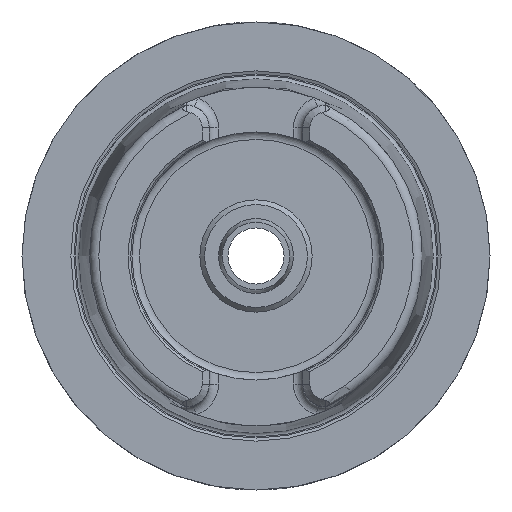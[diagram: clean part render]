
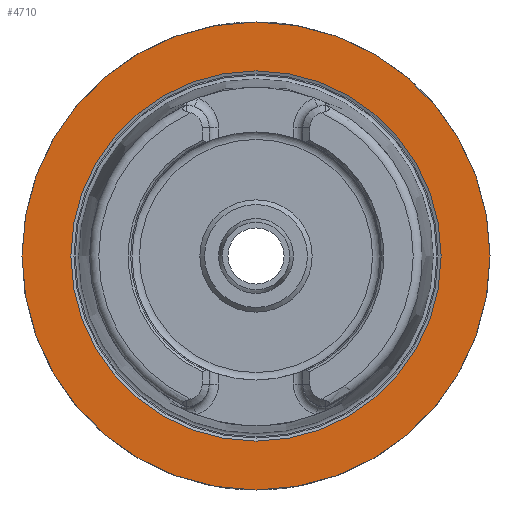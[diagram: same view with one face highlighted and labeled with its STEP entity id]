
A CAD part, left-side view. The second image highlights one B-rep face of the part: STEP entity #4710.
In plain terms, the highlighted planar face has unit normal (-1, 0, 0).
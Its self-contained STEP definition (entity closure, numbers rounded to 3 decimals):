
#2150=CARTESIAN_POINT('',(0.,50.0,0.0));
#2151=VERTEX_POINT('',#2150);
#2152=CARTESIAN_POINT('',(0.,0.,0.0));
#2153=DIRECTION('',(1.0,0.0,0.0));
#2154=DIRECTION('',(0.0,1.0,0.0));
#2155=AXIS2_PLACEMENT_3D('',#2152,#2153,#2154);
#2156=CIRCLE('',#2155,50.0);
#2157=EDGE_CURVE('',#2151,#2151,#2156,.T.);
#4684=CARTESIAN_POINT('',(0.,39.55,0.0));
#4685=VERTEX_POINT('',#4684);
#4686=CARTESIAN_POINT('',(0.,0.,0.0));
#4687=DIRECTION('',(1.0,0.0,0.0));
#4688=DIRECTION('',(0.0,1.0,0.0));
#4689=AXIS2_PLACEMENT_3D('',#4686,#4687,#4688);
#4690=CIRCLE('',#4689,39.55);
#4691=EDGE_CURVE('',#4685,#4685,#4690,.T.);
#4699=CARTESIAN_POINT('',(0.,44.775,0.0));
#4700=DIRECTION('',(-1.0,0.0,0.0));
#4701=DIRECTION('',(0.0,0.0,1.0));
#4702=AXIS2_PLACEMENT_3D('',#4699,#4700,#4701);
#4703=PLANE('',#4702);
#4704=ORIENTED_EDGE('',*,*,#2157,.F.);
#4705=EDGE_LOOP('',(#4704));
#4706=FACE_OUTER_BOUND('',#4705,.T.);
#4707=ORIENTED_EDGE('',*,*,#4691,.T.);
#4708=EDGE_LOOP('',(#4707));
#4709=FACE_BOUND('',#4708,.T.);
#4710=ADVANCED_FACE('',(#4706,#4709),#4703,.T.);
